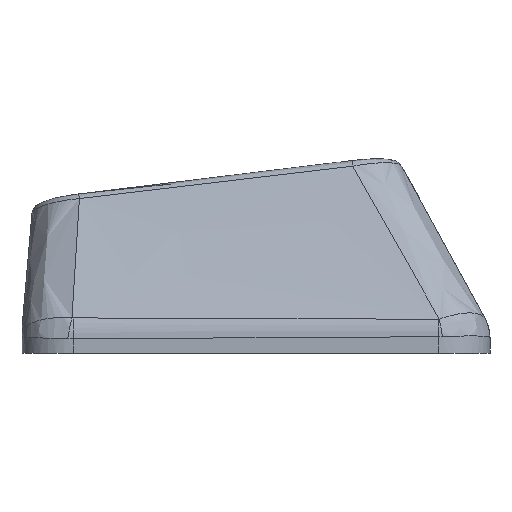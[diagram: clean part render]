
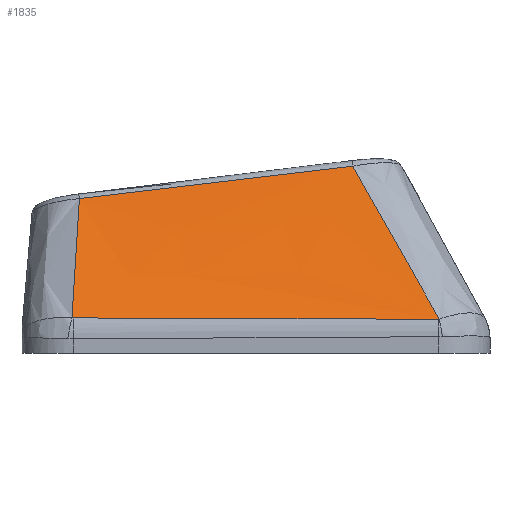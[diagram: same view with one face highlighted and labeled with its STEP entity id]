
A CAD part, left-side view. The second image highlights one B-rep face of the part: STEP entity #1835.
In plain terms, the highlighted free-form (B-spline) face has degree [3, 3] with [4, 4] control points.
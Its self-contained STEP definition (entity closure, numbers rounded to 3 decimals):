
#29=B_SPLINE_SURFACE_WITH_KNOTS('',3,3,((#4071,#4072,#4073,#4074),(#4075,
#4076,#4077,#4078),(#4079,#4080,#4081,#4082),(#4083,#4084,#4085,#4086)),
 .UNSPECIFIED.,.F.,.F.,.F.,(4,4),(4,4),(0.099,0.893),
(0.039,0.951),.UNSPECIFIED.);
#170=FACE_OUTER_BOUND('',#256,.T.);
#256=EDGE_LOOP('',(#1447,#1448,#1449,#1450,#1451,#1452));
#561=B_SPLINE_CURVE_WITH_KNOTS('',3,(#3749,#3750,#3751,#3752),
 .UNSPECIFIED.,.F.,.F.,(4,4),(0.,0.004),
 .UNSPECIFIED.);
#563=B_SPLINE_CURVE_WITH_KNOTS('',3,(#3776,#3777,#3778,#3779),
 .UNSPECIFIED.,.F.,.F.,(4,4),(0.,1.416),.UNSPECIFIED.);
#565=B_SPLINE_CURVE_WITH_KNOTS('',3,(#3803,#3804,#3805,#3806),
 .UNSPECIFIED.,.F.,.F.,(4,4),(0.,0.006),
 .UNSPECIFIED.);
#580=B_SPLINE_CURVE_WITH_KNOTS('',3,(#4088,#4089,#4090,#4091),
 .UNSPECIFIED.,.F.,.F.,(4,4),(0.031,0.777),
 .UNSPECIFIED.);
#581=B_SPLINE_CURVE_WITH_KNOTS('',3,(#4093,#4094,#4095,#4096),
 .UNSPECIFIED.,.F.,.F.,(4,4),(-1.068,0.),.UNSPECIFIED.);
#582=B_SPLINE_CURVE_WITH_KNOTS('',3,(#4097,#4098,#4099,#4100),
 .UNSPECIFIED.,.F.,.F.,(4,4),(-0.578,-0.026),
 .UNSPECIFIED.);
#804=VERTEX_POINT('',#3711);
#806=VERTEX_POINT('',#3742);
#808=VERTEX_POINT('',#3769);
#810=VERTEX_POINT('',#3796);
#826=VERTEX_POINT('',#4087);
#827=VERTEX_POINT('',#4092);
#1057=EDGE_CURVE('',#804,#806,#561,.T.);
#1060=EDGE_CURVE('',#806,#808,#563,.T.);
#1063=EDGE_CURVE('',#808,#810,#565,.T.);
#1087=EDGE_CURVE('',#826,#804,#580,.T.);
#1088=EDGE_CURVE('',#827,#826,#581,.T.);
#1089=EDGE_CURVE('',#810,#827,#582,.T.);
#1447=ORIENTED_EDGE('',*,*,#1063,.F.);
#1448=ORIENTED_EDGE('',*,*,#1060,.F.);
#1449=ORIENTED_EDGE('',*,*,#1057,.F.);
#1450=ORIENTED_EDGE('',*,*,#1087,.F.);
#1451=ORIENTED_EDGE('',*,*,#1088,.F.);
#1452=ORIENTED_EDGE('',*,*,#1089,.F.);
#1835=ADVANCED_FACE('',(#170),#29,.T.);
#3711=CARTESIAN_POINT('',(-13.679,-7.115,0.322));
#3742=CARTESIAN_POINT('',(-13.681,-7.077,0.319));
#3749=CARTESIAN_POINT('Ctrl Pts',(-13.679,-7.115,0.322));
#3750=CARTESIAN_POINT('Ctrl Pts',(-13.68,-7.103,0.32));
#3751=CARTESIAN_POINT('Ctrl Pts',(-13.681,-7.09,0.319));
#3752=CARTESIAN_POINT('Ctrl Pts',(-13.681,-7.077,0.319));
#3769=CARTESIAN_POINT('',(-13.605,7.086,0.37));
#3776=CARTESIAN_POINT('Ctrl Pts',(-13.681,-7.077,0.319));
#3777=CARTESIAN_POINT('Ctrl Pts',(-13.662,-2.356,0.335));
#3778=CARTESIAN_POINT('Ctrl Pts',(-13.638,2.365,0.352));
#3779=CARTESIAN_POINT('Ctrl Pts',(-13.605,7.086,0.37));
#3796=CARTESIAN_POINT('',(-13.602,7.142,0.375));
#3803=CARTESIAN_POINT('Ctrl Pts',(-13.605,7.086,0.37));
#3804=CARTESIAN_POINT('Ctrl Pts',(-13.605,7.105,0.37));
#3805=CARTESIAN_POINT('Ctrl Pts',(-13.604,7.124,0.372));
#3806=CARTESIAN_POINT('Ctrl Pts',(-13.602,7.142,0.375));
#4071=CARTESIAN_POINT('Ctrl Pts',(-10.638,-4.133,6.302));
#4072=CARTESIAN_POINT('Ctrl Pts',(-11.652,-5.128,4.308));
#4073=CARTESIAN_POINT('Ctrl Pts',(-12.667,-6.122,2.314));
#4074=CARTESIAN_POINT('Ctrl Pts',(-13.681,-7.117,0.319));
#4075=CARTESIAN_POINT('Ctrl Pts',(-10.638,-0.374,
5.863));
#4076=CARTESIAN_POINT('Ctrl Pts',(-11.652,-1.037,4.008));
#4077=CARTESIAN_POINT('Ctrl Pts',(-12.667,-1.701,2.153));
#4078=CARTESIAN_POINT('Ctrl Pts',(-13.681,-2.364,0.297));
#4079=CARTESIAN_POINT('Ctrl Pts',(-10.638,3.385,5.425));
#4080=CARTESIAN_POINT('Ctrl Pts',(-11.652,3.053,3.708));
#4081=CARTESIAN_POINT('Ctrl Pts',(-12.667,2.721,1.992));
#4082=CARTESIAN_POINT('Ctrl Pts',(-13.681,2.389,0.275));
#4083=CARTESIAN_POINT('Ctrl Pts',(-10.638,7.144,4.986));
#4084=CARTESIAN_POINT('Ctrl Pts',(-11.652,7.143,3.408));
#4085=CARTESIAN_POINT('Ctrl Pts',(-12.667,7.143,1.831));
#4086=CARTESIAN_POINT('Ctrl Pts',(-13.681,7.142,0.253));
#4087=CARTESIAN_POINT('',(-10.638,-3.754,6.258));
#4088=CARTESIAN_POINT('Ctrl Pts',(-10.638,-3.754,6.258));
#4089=CARTESIAN_POINT('Ctrl Pts',(-11.659,-4.88,4.284));
#4090=CARTESIAN_POINT('Ctrl Pts',(-12.671,-6.,2.305));
#4091=CARTESIAN_POINT('Ctrl Pts',(-13.679,-7.115,0.322));
#4092=CARTESIAN_POINT('',(-10.65,6.854,5.002));
#4093=CARTESIAN_POINT('Ctrl Pts',(-10.65,6.854,5.002));
#4094=CARTESIAN_POINT('Ctrl Pts',(-10.647,3.318,5.418));
#4095=CARTESIAN_POINT('Ctrl Pts',(-10.643,-0.218,5.837));
#4096=CARTESIAN_POINT('Ctrl Pts',(-10.638,-3.754,6.258));
#4097=CARTESIAN_POINT('Ctrl Pts',(-13.602,7.142,0.375));
#4098=CARTESIAN_POINT('Ctrl Pts',(-12.613,7.039,1.915));
#4099=CARTESIAN_POINT('Ctrl Pts',(-11.628,6.941,3.457));
#4100=CARTESIAN_POINT('Ctrl Pts',(-10.65,6.854,5.002));
